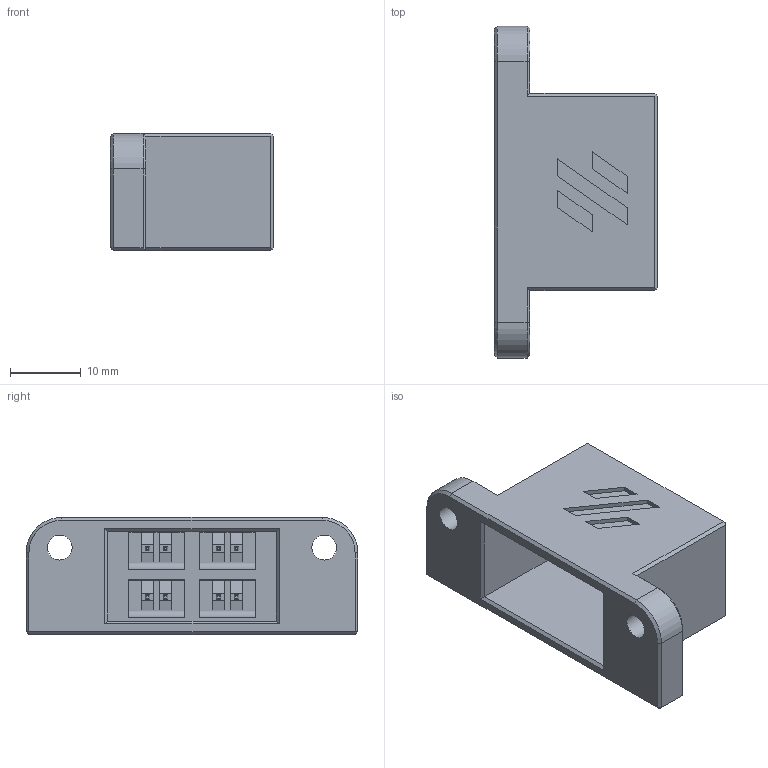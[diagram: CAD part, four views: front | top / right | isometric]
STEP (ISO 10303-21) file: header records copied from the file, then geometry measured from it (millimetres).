
FILE_DESCRIPTION(/* description */ (''),/* implementation_level */ '2;1');
FILE_NAME(/* name */ 'JST_4x.step',/* time_stamp */ '2025-05-01T09:21:44-05:00',/* author */ (''),/* organization */ (''),/* preprocessor_version */ 'ST-DEVELOPER v20.1',/* originating_system */ 'Autodesk Translation Framework v14.4.0.0',/* authorisation */ '');
FILE_SCHEMA (('AUTOMOTIVE_DESIGN { 1 0 10303 214 3 1 1 }'));
Length unit declared in the file: millimetre
Products named in the file (2): Wago JST bed assembly; CONNECTOR WHITE JST XH 2 PIN - 2,54 mm
Assembly tree (4 placements, depth 2):
  Wago JST bed assembly
    CONNECTOR WHITE JST XH 2 PIN - 2,54 mm  x4
Bounding box: 23 x 46.8 x 16.5 mm (x, y, z)
Volume: 6747 mm3; surface area: 7093.4 mm2
Topology: 5 solids, 5 shells, 913 faces, 2313 edges, 1444 vertices
Faces by surface type: plane 541, cylinder 220, bspline 148, cone 4
Full cylindrical faces by diameter (mm): 3.5 x2
Entity records: 10562 total; most frequent: CARTESIAN_POINT 3276, ORIENTED_EDGE 1554, DIRECTION 1360, EDGE_CURVE 777, LINE 604, VECTOR 604, VERTEX_POINT 484, AXIS2_PLACEMENT_3D 378
